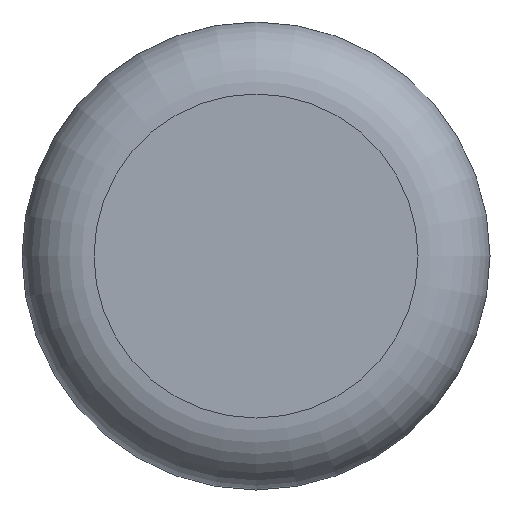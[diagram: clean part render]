
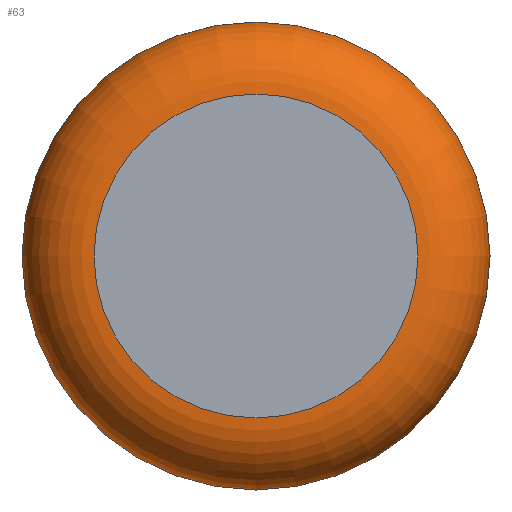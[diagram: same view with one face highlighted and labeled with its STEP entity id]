
A CAD part, front view. The second image highlights one B-rep face of the part: STEP entity #63.
In plain terms, the highlighted toroidal (fillet/blend) face has major radius 1.125 mm and minor radius 0.5 mm.
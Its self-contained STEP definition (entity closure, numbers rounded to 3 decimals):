
#20=FACE_OUTER_BOUND('',#25,.T.);
#25=EDGE_LOOP('',(#47,#48,#49,#50));
#30=CIRCLE('',#83,1.625);
#31=CIRCLE('',#84,0.5);
#32=CIRCLE('',#85,1.125);
#36=VERTEX_POINT('',#120);
#37=VERTEX_POINT('',#122);
#40=EDGE_CURVE('',#36,#36,#30,.T.);
#41=EDGE_CURVE('',#36,#37,#31,.T.);
#42=EDGE_CURVE('',#37,#37,#32,.T.);
#47=ORIENTED_EDGE('',*,*,#40,.T.);
#48=ORIENTED_EDGE('',*,*,#41,.T.);
#49=ORIENTED_EDGE('',*,*,#42,.T.);
#50=ORIENTED_EDGE('',*,*,#41,.F.);
#61=TOROIDAL_SURFACE('',#82,1.125,0.5);
#63=ADVANCED_FACE('',(#20),#61,.T.);
#82=AXIS2_PLACEMENT_3D('',#119,#95,#96);
#83=AXIS2_PLACEMENT_3D('',#121,#97,#98);
#84=AXIS2_PLACEMENT_3D('',#123,#99,#100);
#85=AXIS2_PLACEMENT_3D('',#124,#101,#102);
#95=DIRECTION('center_axis',(0.,1.,0.));
#96=DIRECTION('ref_axis',(1.,0.,0.));
#97=DIRECTION('center_axis',(0.,-1.,0.));
#98=DIRECTION('ref_axis',(1.,0.,0.));
#99=DIRECTION('center_axis',(0.,0.,
1.));
#100=DIRECTION('ref_axis',(-1.,0.,0.));
#101=DIRECTION('center_axis',(0.,1.,0.));
#102=DIRECTION('ref_axis',(1.,0.,0.));
#119=CARTESIAN_POINT('Origin',(0.,1.375,1.675));
#120=CARTESIAN_POINT('',(-1.625,1.375,1.675));
#121=CARTESIAN_POINT('Origin',(0.,1.375,1.675));
#122=CARTESIAN_POINT('',(-1.125,0.875,1.675));
#123=CARTESIAN_POINT('Origin',(-1.125,1.375,1.675));
#124=CARTESIAN_POINT('Origin',(0.,0.875,1.675));
